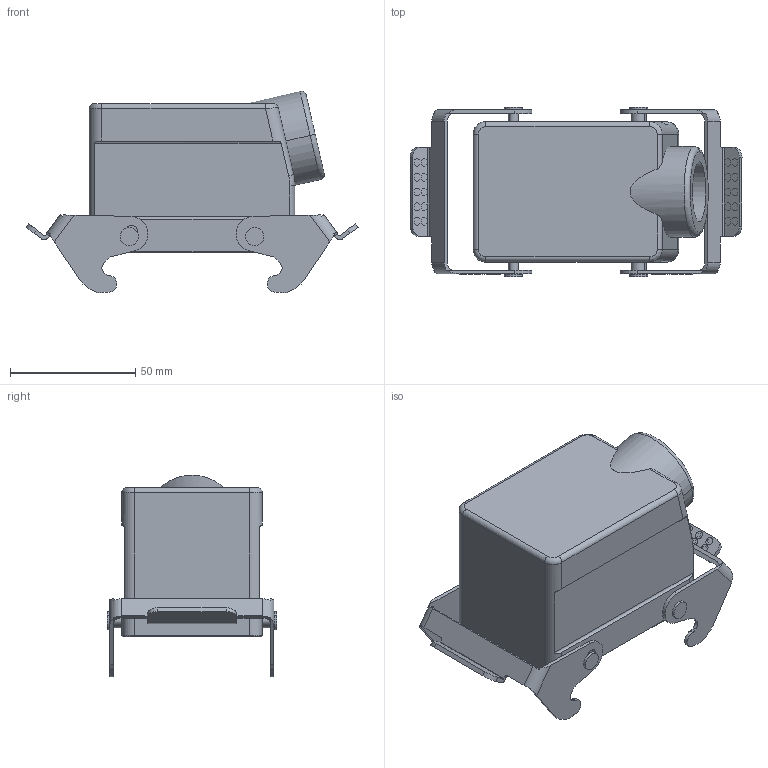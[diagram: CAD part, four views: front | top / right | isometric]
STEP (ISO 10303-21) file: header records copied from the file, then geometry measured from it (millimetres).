
FILE_DESCRIPTION((''),'2;1');
FILE_NAME('D32A-SE-2L-MPG','2020-04-30T13:06:18',('Administrator'),(''),'CREO PARAMETRIC BY PTC INC, 2018100','CREO PARAMETRIC BY PTC INC, 2018100','');
FILE_SCHEMA(('CONFIG_CONTROL_DESIGN'));
Length unit declared in the file: millimetre
Products named in the file (1): D32A-SE-2L-MPG
Bounding box: 132.49 x 67.8 x 80.55 mm (x, y, z)
Volume: 92216.1 mm3; surface area: 51415.1 mm2
Topology: 2 solids, 23 shells, 392 faces, 975 edges, 612 vertices
Faces by surface type: cylinder 130, plane 130, torus 90, sphere 40, bspline 2
Entity records: 11850 total; most frequent: CARTESIAN_POINT 2255, DIRECTION 2224, ORIENTED_EDGE 1868, EDGE_CURVE 935, AXIS2_PLACEMENT_3D 927, VERTEX_POINT 612, CIRCLE 536, EDGE_LOOP 424
